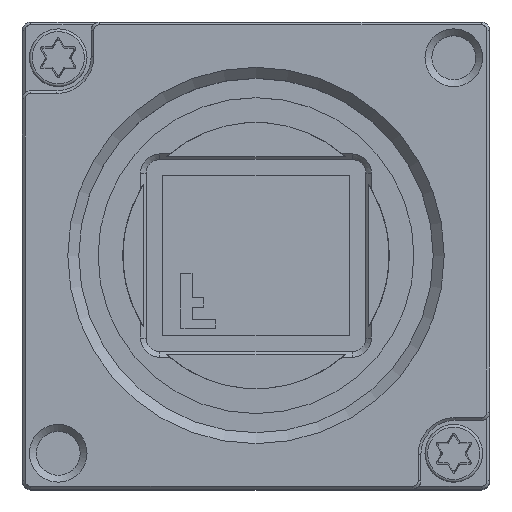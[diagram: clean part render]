
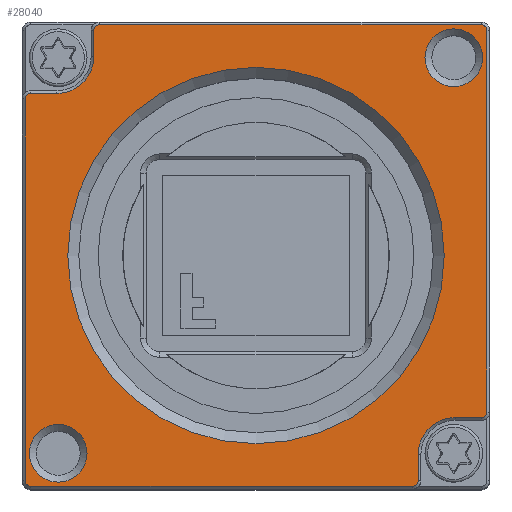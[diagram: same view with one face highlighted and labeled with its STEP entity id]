
A CAD part, top view. The second image highlights one B-rep face of the part: STEP entity #28040.
In plain terms, the highlighted planar face has unit normal (0, 0, 1).
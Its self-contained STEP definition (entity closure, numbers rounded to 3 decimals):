
#9167=FACE_BOUND('',#45872,.T.);
#9168=FACE_BOUND('',#45873,.T.);
#9169=FACE_BOUND('',#45874,.T.);
#9170=FACE_BOUND('',#45875,.T.);
#9891=CIRCLE('',#132420,0.2);
#9892=CIRCLE('',#132421,0.2);
#9893=CIRCLE('',#132422,0.2);
#9894=CIRCLE('',#132423,1.35);
#9895=CIRCLE('',#132424,0.2);
#9896=CIRCLE('',#132425,0.2);
#9897=CIRCLE('',#132426,0.2);
#9898=CIRCLE('',#132427,1.35);
#9899=CIRCLE('',#132428,6.85);
#9900=CIRCLE('',#132429,1.05);
#9901=CIRCLE('',#132430,1.05);
#28040=ADVANCED_FACE('',(#9167,#9168,#9169,#9170),#35354,.T.);
#35354=PLANE('',#132431);
#45872=EDGE_LOOP('',(#54530,#54531,#54532,#54533,#54534,#54535,#54536,#54537,
#54538,#54539,#54540,#54541,#54542,#54543,#54544,#54545));
#45873=EDGE_LOOP('',(#54546));
#45874=EDGE_LOOP('',(#54547));
#45875=EDGE_LOOP('',(#54548));
#54530=ORIENTED_EDGE('',*,*,#97149,.T.);
#54531=ORIENTED_EDGE('',*,*,#97150,.T.);
#54532=ORIENTED_EDGE('',*,*,#97151,.T.);
#54533=ORIENTED_EDGE('',*,*,#97152,.T.);
#54534=ORIENTED_EDGE('',*,*,#97153,.T.);
#54535=ORIENTED_EDGE('',*,*,#97154,.T.);
#54536=ORIENTED_EDGE('',*,*,#97155,.T.);
#54537=ORIENTED_EDGE('',*,*,#97156,.T.);
#54538=ORIENTED_EDGE('',*,*,#97157,.T.);
#54539=ORIENTED_EDGE('',*,*,#97158,.T.);
#54540=ORIENTED_EDGE('',*,*,#97159,.T.);
#54541=ORIENTED_EDGE('',*,*,#97160,.T.);
#54542=ORIENTED_EDGE('',*,*,#97161,.T.);
#54543=ORIENTED_EDGE('',*,*,#97162,.T.);
#54544=ORIENTED_EDGE('',*,*,#97163,.T.);
#54545=ORIENTED_EDGE('',*,*,#97164,.T.);
#54546=ORIENTED_EDGE('',*,*,#97165,.T.);
#54547=ORIENTED_EDGE('',*,*,#97166,.F.);
#54548=ORIENTED_EDGE('',*,*,#97167,.F.);
#87072=VERTEX_POINT('',#178566);
#87073=VERTEX_POINT('',#178567);
#87074=VERTEX_POINT('',#178569);
#87075=VERTEX_POINT('',#178571);
#87076=VERTEX_POINT('',#178573);
#87077=VERTEX_POINT('',#178575);
#87078=VERTEX_POINT('',#178577);
#87079=VERTEX_POINT('',#178579);
#87080=VERTEX_POINT('',#178581);
#87081=VERTEX_POINT('',#178583);
#87082=VERTEX_POINT('',#178585);
#87083=VERTEX_POINT('',#178587);
#87084=VERTEX_POINT('',#178589);
#87085=VERTEX_POINT('',#178591);
#87086=VERTEX_POINT('',#178593);
#87087=VERTEX_POINT('',#178595);
#87088=VERTEX_POINT('',#178598);
#87089=VERTEX_POINT('',#178600);
#87090=VERTEX_POINT('',#178602);
#97149=EDGE_CURVE('',#87072,#87073,#9891,.T.);
#97150=EDGE_CURVE('',#87073,#87074,#113589,.T.);
#97151=EDGE_CURVE('',#87074,#87075,#9892,.T.);
#97152=EDGE_CURVE('',#87075,#87076,#113590,.T.);
#97153=EDGE_CURVE('',#87076,#87077,#9893,.T.);
#97154=EDGE_CURVE('',#87077,#87078,#113591,.T.);
#97155=EDGE_CURVE('',#87078,#87079,#9894,.T.);
#97156=EDGE_CURVE('',#87079,#87080,#113592,.T.);
#97157=EDGE_CURVE('',#87080,#87081,#9895,.T.);
#97158=EDGE_CURVE('',#87081,#87082,#113593,.T.);
#97159=EDGE_CURVE('',#87082,#87083,#9896,.T.);
#97160=EDGE_CURVE('',#87083,#87084,#113594,.T.);
#97161=EDGE_CURVE('',#87084,#87085,#9897,.T.);
#97162=EDGE_CURVE('',#87085,#87086,#113595,.T.);
#97163=EDGE_CURVE('',#87086,#87087,#9898,.T.);
#97164=EDGE_CURVE('',#87087,#87072,#113596,.T.);
#97165=EDGE_CURVE('',#87088,#87088,#9899,.T.);
#97166=EDGE_CURVE('',#87089,#87089,#9900,.T.);
#97167=EDGE_CURVE('',#87090,#87090,#9901,.T.);
#113589=LINE('',#178568,#122977);
#113590=LINE('',#178572,#122978);
#113591=LINE('',#178576,#122979);
#113592=LINE('',#178580,#122980);
#113593=LINE('',#178584,#122981);
#113594=LINE('',#178588,#122982);
#113595=LINE('',#178592,#122983);
#113596=LINE('',#178596,#122984);
#122977=VECTOR('',#145184,1.);
#122978=VECTOR('',#145187,1.);
#122979=VECTOR('',#145190,1.);
#122980=VECTOR('',#145193,1.);
#122981=VECTOR('',#145196,1.);
#122982=VECTOR('',#145199,1.);
#122983=VECTOR('',#145202,1.);
#122984=VECTOR('',#145205,1.);
#132420=AXIS2_PLACEMENT_3D('',#178565,#145182,#145183);
#132421=AXIS2_PLACEMENT_3D('',#178570,#145185,#145186);
#132422=AXIS2_PLACEMENT_3D('',#178574,#145188,#145189);
#132423=AXIS2_PLACEMENT_3D('',#178578,#145191,#145192);
#132424=AXIS2_PLACEMENT_3D('',#178582,#145194,#145195);
#132425=AXIS2_PLACEMENT_3D('',#178586,#145197,#145198);
#132426=AXIS2_PLACEMENT_3D('',#178590,#145200,#145201);
#132427=AXIS2_PLACEMENT_3D('',#178594,#145203,#145204);
#132428=AXIS2_PLACEMENT_3D('',#178597,#145206,#145207);
#132429=AXIS2_PLACEMENT_3D('',#178599,#145208,#145209);
#132430=AXIS2_PLACEMENT_3D('',#178601,#145210,#145211);
#132431=AXIS2_PLACEMENT_3D('',#178603,#145212,#145213);
#145182=DIRECTION('',(0.,0.,1.));
#145183=DIRECTION('',(1.,0.,0.));
#145184=DIRECTION('',(0.,1.,0.));
#145185=DIRECTION('',(0.,0.,1.));
#145186=DIRECTION('',(1.,0.,0.));
#145187=DIRECTION('',(-1.,0.,0.));
#145188=DIRECTION('',(0.,0.,1.));
#145189=DIRECTION('',(1.,0.,0.));
#145190=DIRECTION('',(0.,-1.,0.));
#145191=DIRECTION('',(0.,0.,-1.));
#145192=DIRECTION('',(1.,0.,0.));
#145193=DIRECTION('',(-1.,0.,0.));
#145194=DIRECTION('',(0.,0.,1.));
#145195=DIRECTION('',(1.,0.,0.));
#145196=DIRECTION('',(0.,-1.,0.));
#145197=DIRECTION('',(0.,0.,1.));
#145198=DIRECTION('',(1.,0.,0.));
#145199=DIRECTION('',(1.,0.,0.));
#145200=DIRECTION('',(0.,0.,1.));
#145201=DIRECTION('',(1.,0.,0.));
#145202=DIRECTION('',(0.,1.,0.));
#145203=DIRECTION('',(0.,0.,-1.));
#145204=DIRECTION('',(1.,0.,0.));
#145205=DIRECTION('',(1.,0.,0.));
#145206=DIRECTION('',(0.,0.,-1.));
#145207=DIRECTION('',(1.,0.,0.));
#145208=DIRECTION('',(0.,0.,1.));
#145209=DIRECTION('',(1.,0.,0.));
#145210=DIRECTION('',(0.,0.,1.));
#145211=DIRECTION('',(1.,0.,0.));
#145212=DIRECTION('',(0.,0.,1.));
#145213=DIRECTION('',(1.,0.,0.));
#178565=CARTESIAN_POINT('',(8.2,-5.7,5.72));
#178566=CARTESIAN_POINT('',(8.2,-5.9,5.72));
#178567=CARTESIAN_POINT('',(8.4,-5.7,5.72));
#178568=CARTESIAN_POINT('',(8.4,0.,5.72));
#178569=CARTESIAN_POINT('',(8.4,8.2,5.72));
#178570=CARTESIAN_POINT('',(8.2,8.2,5.72));
#178571=CARTESIAN_POINT('',(8.2,8.4,5.72));
#178572=CARTESIAN_POINT('',(0.,8.4,5.72));
#178573=CARTESIAN_POINT('',(-5.7,8.4,5.72));
#178574=CARTESIAN_POINT('',(-5.7,8.2,5.72));
#178575=CARTESIAN_POINT('',(-5.9,8.2,5.72));
#178576=CARTESIAN_POINT('',(-5.9,0.,5.72));
#178577=CARTESIAN_POINT('',(-5.9,7.25,5.72));
#178578=CARTESIAN_POINT('',(-7.25,7.25,5.72));
#178579=CARTESIAN_POINT('',(-7.25,5.9,5.72));
#178580=CARTESIAN_POINT('',(0.,5.9,5.72));
#178581=CARTESIAN_POINT('',(-8.2,5.9,5.72));
#178582=CARTESIAN_POINT('',(-8.2,5.7,5.72));
#178583=CARTESIAN_POINT('',(-8.4,5.7,5.72));
#178584=CARTESIAN_POINT('',(-8.4,0.,5.72));
#178585=CARTESIAN_POINT('',(-8.4,-8.2,5.72));
#178586=CARTESIAN_POINT('',(-8.2,-8.2,5.72));
#178587=CARTESIAN_POINT('',(-8.2,-8.4,5.72));
#178588=CARTESIAN_POINT('',(0.,-8.4,5.72));
#178589=CARTESIAN_POINT('',(5.7,-8.4,5.72));
#178590=CARTESIAN_POINT('',(5.7,-8.2,5.72));
#178591=CARTESIAN_POINT('',(5.9,-8.2,5.72));
#178592=CARTESIAN_POINT('',(5.9,0.,5.72));
#178593=CARTESIAN_POINT('',(5.9,-7.25,5.72));
#178594=CARTESIAN_POINT('',(7.25,-7.25,5.72));
#178595=CARTESIAN_POINT('',(7.25,-5.9,5.72));
#178596=CARTESIAN_POINT('',(0.,-5.9,5.72));
#178597=CARTESIAN_POINT('',(0.,0.,5.72));
#178598=CARTESIAN_POINT('',(6.85,0.,5.72));
#178599=CARTESIAN_POINT('',(7.2,7.2,5.72));
#178600=CARTESIAN_POINT('',(8.25,7.2,5.72));
#178601=CARTESIAN_POINT('',(-7.2,-7.2,5.72));
#178602=CARTESIAN_POINT('',(-6.15,-7.2,5.72));
#178603=CARTESIAN_POINT('',(0.,0.,5.72));
